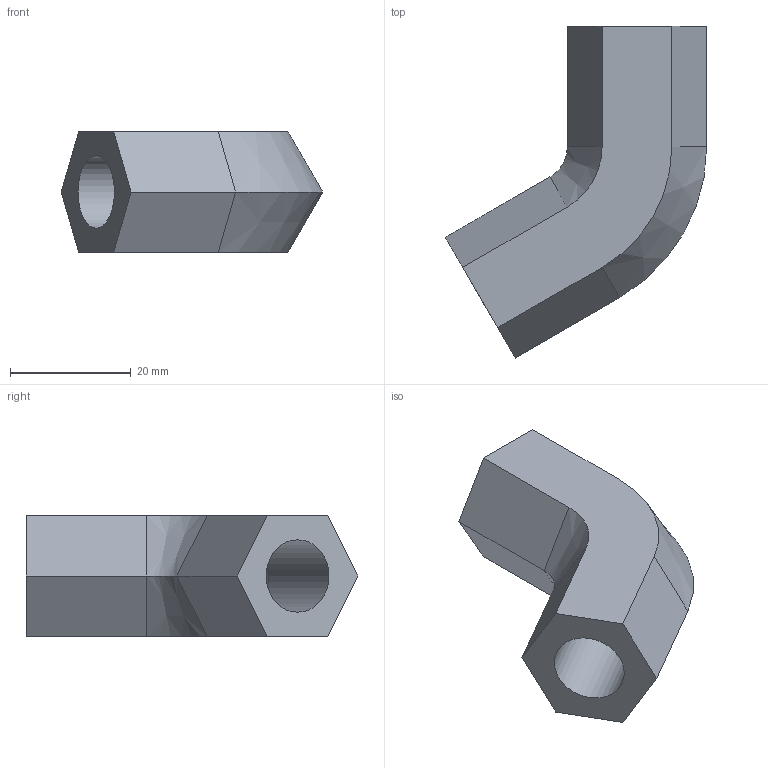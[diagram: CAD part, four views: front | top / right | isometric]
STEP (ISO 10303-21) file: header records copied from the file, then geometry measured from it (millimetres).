
FILE_DESCRIPTION(/* description */ (''),/* implementation_level */ '2;1');
FILE_NAME(/* name */ 'R2 Ry0 Ry120 C.step',/* time_stamp */ '2023-01-26T13:02:46+01:00',/* author */ (''),/* organization */ (''),/* preprocessor_version */ 'ST-DEVELOPER v19.2',/* originating_system */ 'Autodesk Translation Framework v11.17.0.187',/* authorisation */ '');
FILE_SCHEMA (('AUTOMOTIVE_DESIGN { 1 0 10303 214 3 1 1 }'));
Length unit declared in the file: millimetre
Products named in the file (1): R2 Ry0 Ry120 C
Bounding box: 43.3 x 55 x 20 mm (x, y, z)
Volume: 13564.3 mm3; surface area: 6686.3 mm2
Topology: 1 solids, 1 shells, 19 faces, 45 edges, 28 vertices
Faces by surface type: plane 12, cone 4, cylinder 2, torus 1
Full cylindrical faces by diameter (mm): 12 x2
Entity records: 586 total; most frequent: DIRECTION 96, CARTESIAN_POINT 93, ORIENTED_EDGE 90, EDGE_CURVE 45, LINE 34, VECTOR 34, AXIS2_PLACEMENT_3D 31, VERTEX_POINT 28
